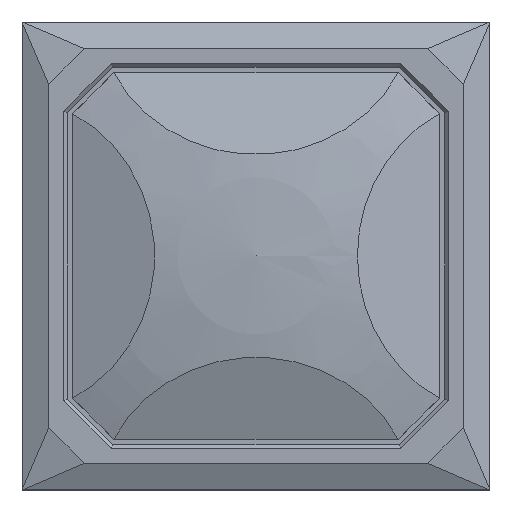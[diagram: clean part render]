
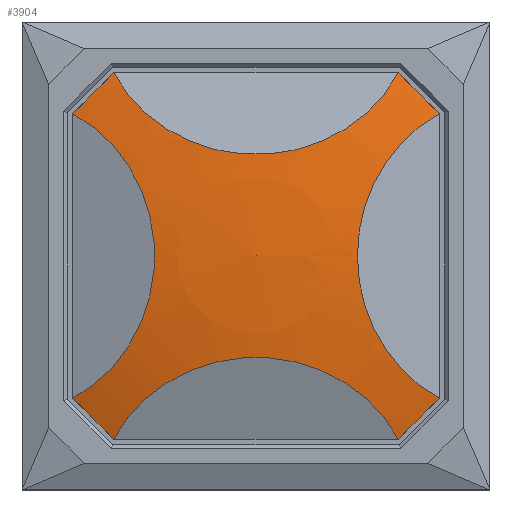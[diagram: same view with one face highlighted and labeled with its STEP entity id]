
A CAD part, top view. The second image highlights one B-rep face of the part: STEP entity #3904.
In plain terms, the highlighted spherical face has radius 40.044 mm.
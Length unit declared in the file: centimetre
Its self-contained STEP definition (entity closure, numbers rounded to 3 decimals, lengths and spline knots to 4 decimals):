
#15=SPHERICAL_SURFACE($,#4285,4.0044);
#137=CIRCLE($,#3958,3.8125);
#138=CIRCLE($,#3961,3.8125);
#243=CIRCLE($,#4272,3.8125);
#244=CIRCLE($,#4275,3.8125);
#245=CIRCLE($,#4278,0.85);
#246=CIRCLE($,#4280,0.85);
#247=CIRCLE($,#4282,0.85);
#248=CIRCLE($,#4284,0.85);
#489=FACE_OUTER_BOUND($,#744,.T.);
#744=EDGE_LOOP($,(#3489,#3490,#3491,#3492,#3493,#3494,#3495,#3496));
#1565=VERTEX_POINT($,#5655);
#1566=VERTEX_POINT($,#5657);
#1567=VERTEX_POINT($,#5661);
#1568=VERTEX_POINT($,#5665);
#1569=VERTEX_POINT($,#5669);
#1848=VERTEX_POINT($,#9130);
#1849=VERTEX_POINT($,#9134);
#1850=VERTEX_POINT($,#9138);
#1936=EDGE_CURVE($,#1566,#1565,#137,.T.);
#1941=EDGE_CURVE($,#1567,#1568,#138,.T.);
#2395=EDGE_CURVE($,#1569,#1848,#243,.T.);
#2399=EDGE_CURVE($,#1849,#1850,#244,.T.);
#2401=EDGE_CURVE($,#1848,#1849,#245,.T.);
#2402=EDGE_CURVE($,#1565,#1567,#246,.T.);
#2403=EDGE_CURVE($,#1568,#1569,#247,.T.);
#2404=EDGE_CURVE($,#1850,#1566,#248,.T.);
#3489=ORIENTED_EDGE($,*,*,#2395,.T.);
#3490=ORIENTED_EDGE($,*,*,#2401,.T.);
#3491=ORIENTED_EDGE($,*,*,#2399,.T.);
#3492=ORIENTED_EDGE($,*,*,#2404,.T.);
#3493=ORIENTED_EDGE($,*,*,#1936,.T.);
#3494=ORIENTED_EDGE($,*,*,#2402,.T.);
#3495=ORIENTED_EDGE($,*,*,#1941,.T.);
#3496=ORIENTED_EDGE($,*,*,#2403,.T.);
#3904=ADVANCED_FACE($,(#489),#15,.T.);
#3958=AXIS2_PLACEMENT_3D($,#5658,#4412,#4413);
#3961=AXIS2_PLACEMENT_3D($,#5667,#4422,#4423);
#4272=AXIS2_PLACEMENT_3D($,#9132,#5303,#5304);
#4275=AXIS2_PLACEMENT_3D($,#9140,#5312,#5313);
#4278=AXIS2_PLACEMENT_3D($,#9144,#5319,#5320);
#4280=AXIS2_PLACEMENT_3D($,#9146,#5323,#5324);
#4282=AXIS2_PLACEMENT_3D($,#9148,#5327,#5328);
#4284=AXIS2_PLACEMENT_3D($,#9150,#5331,#5332);
#4285=AXIS2_PLACEMENT_3D($,#9151,#5333,#5334);
#4412=DIRECTION('center_axis',(-0.707,0.707,0.));
#4413=DIRECTION('ref_axis',(0.,0.,
-1.));
#4422=DIRECTION('center_axis',(-0.707,-0.707,0.));
#4423=DIRECTION('ref_axis',(0.,0.,
1.));
#5303=DIRECTION('center_axis',(0.707,-0.707,0.));
#5304=DIRECTION('ref_axis',(0.,0.,
1.));
#5312=DIRECTION('center_axis',(0.707,0.707,0.));
#5313=DIRECTION('ref_axis',(0.,0.,
-1.));
#5319=DIRECTION('center_axis',(0.342,0.,
-0.94));
#5320=DIRECTION('ref_axis',(0.,-1.,0.));
#5323=DIRECTION('center_axis',(-0.342,0.,
-0.94));
#5324=DIRECTION('ref_axis',(0.,-1.,0.));
#5327=DIRECTION('center_axis',(0.,-0.342,
-0.94));
#5328=DIRECTION('ref_axis',(0.,-0.94,0.342));
#5331=DIRECTION('center_axis',(0.,0.342,
-0.94));
#5332=DIRECTION('ref_axis',(0.,-0.94,-0.342));
#5333=DIRECTION('center_axis',(0.,0.,
1.));
#5334=DIRECTION('ref_axis',(1.,0.,0.));
#5655=CARTESIAN_POINT('',(0.975,-0.757,2.618));
#5657=CARTESIAN_POINT('',(0.757,-0.975,2.618));
#5658=CARTESIAN_POINT('Origin',(0.866,-0.866,-1.1914));
#5661=CARTESIAN_POINT('',(0.975,0.757,2.618));
#5665=CARTESIAN_POINT('',(0.757,0.975,2.618));
#5667=CARTESIAN_POINT('Origin',(0.866,0.866,-1.1914));
#5669=CARTESIAN_POINT('',(-0.757,0.975,2.618));
#9130=CARTESIAN_POINT('',(-0.975,0.757,2.618));
#9132=CARTESIAN_POINT('Origin',(-0.866,0.866,-1.1914));
#9134=CARTESIAN_POINT('',(-0.975,-0.757,2.618));
#9138=CARTESIAN_POINT('',(-0.757,-0.975,2.618));
#9140=CARTESIAN_POINT('Origin',(-0.866,-0.866,-1.1914));
#9144=CARTESIAN_POINT('Origin',(-1.3384,0.,
2.4857));
#9146=CARTESIAN_POINT('Origin',(1.3384,0.,
2.4857));
#9148=CARTESIAN_POINT('Origin',(0.,1.3384,
2.4857));
#9150=CARTESIAN_POINT('Origin',(0.,-1.3384,
2.4857));
#9151=CARTESIAN_POINT('Origin',(0.,0.,
-1.1914));
